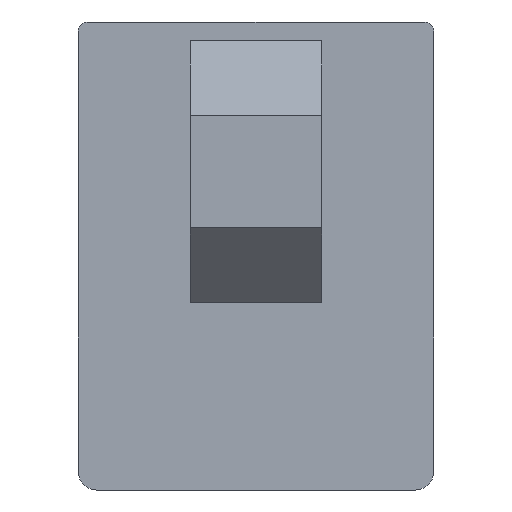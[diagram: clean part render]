
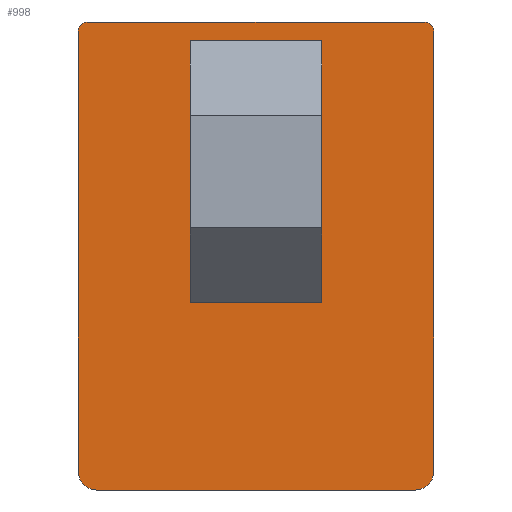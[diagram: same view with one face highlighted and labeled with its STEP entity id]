
A CAD part, front view. The second image highlights one B-rep face of the part: STEP entity #998.
In plain terms, the highlighted planar face has unit normal (0, -1, 0).
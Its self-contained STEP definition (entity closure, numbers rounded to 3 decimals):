
#50 = ORIENTED_EDGE ( 'NONE', *, *, #2791, .F. ) ;
#57 = VECTOR ( 'NONE', #2045, 1000. ) ;
#84 = VERTEX_POINT ( 'NONE', #453 ) ;
#112 = CARTESIAN_POINT ( 'NONE',  ( 0., 0., 0. ) ) ;
#145 = VERTEX_POINT ( 'NONE', #1704 ) ;
#206 = CARTESIAN_POINT ( 'NONE',  ( 1., 0., -25. ) ) ;
#227 = EDGE_CURVE ( 'NONE', #757, #2840, #1100, .T. ) ;
#260 = CARTESIAN_POINT ( 'NONE',  ( 0., 0., -0.5 ) ) ;
#309 = CIRCLE ( 'NONE', #1775, 0.5 ) ;
#320 = DIRECTION ( 'NONE',  ( 0., -1., 0. ) ) ;
#322 = CARTESIAN_POINT ( 'NONE',  ( 18., 0., -24. ) ) ;
#358 = DIRECTION ( 'NONE',  ( 0., 0., 1. ) ) ;
#372 = CARTESIAN_POINT ( 'NONE',  ( 6.2, 0., -7.9 ) ) ;
#385 = CIRCLE ( 'NONE', #2720, 4. ) ;
#416 = CARTESIAN_POINT ( 'NONE',  ( 19., 0., -0.5 ) ) ;
#431 = EDGE_CURVE ( 'NONE', #610, #3019, #1477, .T. ) ;
#453 = CARTESIAN_POINT ( 'NONE',  ( 6.2, 0., -7.9 ) ) ;
#475 = VECTOR ( 'NONE', #620, 1000. ) ;
#509 = ORIENTED_EDGE ( 'NONE', *, *, #2352, .F. ) ;
#513 = CIRCLE ( 'NONE', #3003, 4. ) ;
#517 = EDGE_CURVE ( 'NONE', #867, #145, #2471, .T. ) ;
#546 = CIRCLE ( 'NONE', #949, 1. ) ;
#553 = LINE ( 'NONE', #372, #475 ) ;
#567 = DIRECTION ( 'NONE',  ( 0., 0., -1. ) ) ;
#588 = EDGE_CURVE ( 'NONE', #1798, #2478, #1581, .T. ) ;
#600 = VERTEX_POINT ( 'NONE', #1955 ) ;
#610 = VERTEX_POINT ( 'NONE', #984 ) ;
#614 = VECTOR ( 'NONE', #2554, 1000. ) ;
#620 = DIRECTION ( 'NONE',  ( 0., 0., -1. ) ) ;
#672 = EDGE_LOOP ( 'NONE', ( #1637, #509, #1986, #2797, #918, #50 ) ) ;
#757 = VERTEX_POINT ( 'NONE', #1130 ) ;
#765 = DIRECTION ( 'NONE',  ( 0., 0., 1. ) ) ;
#794 = VERTEX_POINT ( 'NONE', #2593 ) ;
#809 = LINE ( 'NONE', #1586, #2686 ) ;
#861 = DIRECTION ( 'NONE',  ( 0., -1., 0. ) ) ;
#867 = VERTEX_POINT ( 'NONE', #416 ) ;
#918 = ORIENTED_EDGE ( 'NONE', *, *, #2552, .F. ) ;
#949 = AXIS2_PLACEMENT_3D ( 'NONE', #322, #2032, #567 ) ;
#952 = DIRECTION ( 'NONE',  ( 0., -1., 0. ) ) ;
#984 = CARTESIAN_POINT ( 'NONE',  ( 0., 0., -24. ) ) ;
#998 = ADVANCED_FACE ( 'NONE', ( #1661, #1010 ), #3008, .T. ) ;
#1010 = FACE_BOUND ( 'NONE', #672, .T. ) ;
#1024 = DIRECTION ( 'NONE',  ( -1., 0., 0. ) ) ;
#1063 = EDGE_CURVE ( 'NONE', #794, #867, #1931, .T. ) ;
#1092 = CARTESIAN_POINT ( 'NONE',  ( 10.2, 0., -7.9 ) ) ;
#1100 = LINE ( 'NONE', #2488, #2401 ) ;
#1130 = CARTESIAN_POINT ( 'NONE',  ( 12.8, 0., -3.9 ) ) ;
#1141 = ORIENTED_EDGE ( 'NONE', *, *, #1528, .T. ) ;
#1143 = EDGE_CURVE ( 'NONE', #2478, #600, #385, .T. ) ;
#1163 = VECTOR ( 'NONE', #765, 1000. ) ;
#1250 = CARTESIAN_POINT ( 'NONE',  ( 0., 0., -25. ) ) ;
#1286 = LINE ( 'NONE', #112, #614 ) ;
#1328 = DIRECTION ( 'NONE',  ( 0., -1., 0. ) ) ;
#1335 = DIRECTION ( 'NONE',  ( 0., 0., 1. ) ) ;
#1369 = VERTEX_POINT ( 'NONE', #2710 ) ;
#1399 = CARTESIAN_POINT ( 'NONE',  ( 1., 0., -24. ) ) ;
#1429 = ORIENTED_EDGE ( 'NONE', *, *, #2481, .F. ) ;
#1443 = AXIS2_PLACEMENT_3D ( 'NONE', #2414, #952, #2662 ) ;
#1472 = DIRECTION ( 'NONE',  ( 1., 0., 0. ) ) ;
#1477 = CIRCLE ( 'NONE', #2644, 1. ) ;
#1523 = ORIENTED_EDGE ( 'NONE', *, *, #1063, .T. ) ;
#1528 = EDGE_CURVE ( 'NONE', #3021, #794, #546, .T. ) ;
#1561 = AXIS2_PLACEMENT_3D ( 'NONE', #2509, #320, #2025 ) ;
#1581 = LINE ( 'NONE', #2440, #2243 ) ;
#1586 = CARTESIAN_POINT ( 'NONE',  ( 0., 0., -25. ) ) ;
#1592 = CARTESIAN_POINT ( 'NONE',  ( 10.2, 0., -3.9 ) ) ;
#1594 = EDGE_CURVE ( 'NONE', #1369, #1880, #309, .T. ) ;
#1637 = ORIENTED_EDGE ( 'NONE', *, *, #227, .F. ) ;
#1643 = EDGE_CURVE ( 'NONE', #610, #1880, #809, .T. ) ;
#1648 = DIRECTION ( 'NONE',  ( 0., 0., -1. ) ) ;
#1661 = FACE_OUTER_BOUND ( 'NONE', #2553, .T. ) ;
#1704 = CARTESIAN_POINT ( 'NONE',  ( 18.5, 0., 0. ) ) ;
#1766 = ORIENTED_EDGE ( 'NONE', *, *, #2742, .T. ) ;
#1775 = AXIS2_PLACEMENT_3D ( 'NONE', #2801, #1328, #3042 ) ;
#1798 = VERTEX_POINT ( 'NONE', #2661 ) ;
#1810 = CARTESIAN_POINT ( 'NONE',  ( 19., 0., -25. ) ) ;
#1812 = VECTOR ( 'NONE', #2711, 1000. ) ;
#1815 = LINE ( 'NONE', #2236, #1163 ) ;
#1825 = CARTESIAN_POINT ( 'NONE',  ( 8.8, 0., -12.1 ) ) ;
#1880 = VERTEX_POINT ( 'NONE', #260 ) ;
#1931 = LINE ( 'NONE', #1810, #57 ) ;
#1955 = CARTESIAN_POINT ( 'NONE',  ( 12.8, 0., -8.1 ) ) ;
#1986 = ORIENTED_EDGE ( 'NONE', *, *, #1143, .F. ) ;
#2025 = DIRECTION ( 'NONE',  ( 0., 0., -1. ) ) ;
#2032 = DIRECTION ( 'NONE',  ( 0., -1., 0. ) ) ;
#2045 = DIRECTION ( 'NONE',  ( 0., 0., 1. ) ) ;
#2164 = CARTESIAN_POINT ( 'NONE',  ( 18., 0., -25. ) ) ;
#2174 = ORIENTED_EDGE ( 'NONE', *, *, #517, .T. ) ;
#2236 = CARTESIAN_POINT ( 'NONE',  ( 12.8, 0., -3.9 ) ) ;
#2243 = VECTOR ( 'NONE', #1472, 1000. ) ;
#2325 = CARTESIAN_POINT ( 'NONE',  ( 8.8, 0., -8.1 ) ) ;
#2352 = EDGE_CURVE ( 'NONE', #600, #757, #1815, .T. ) ;
#2401 = VECTOR ( 'NONE', #1024, 1000. ) ;
#2414 = CARTESIAN_POINT ( 'NONE',  ( 18.5, 0., -0.5 ) ) ;
#2440 = CARTESIAN_POINT ( 'NONE',  ( 8.8, 0., -12.1 ) ) ;
#2464 = LINE ( 'NONE', #1250, #1812 ) ;
#2471 = CIRCLE ( 'NONE', #1443, 0.5 ) ;
#2478 = VERTEX_POINT ( 'NONE', #1825 ) ;
#2481 = EDGE_CURVE ( 'NONE', #1369, #145, #1286, .T. ) ;
#2488 = CARTESIAN_POINT ( 'NONE',  ( 12.8, 0., -3.9 ) ) ;
#2509 = CARTESIAN_POINT ( 'NONE',  ( 0., 0., -25. ) ) ;
#2552 = EDGE_CURVE ( 'NONE', #84, #1798, #553, .T. ) ;
#2553 = EDGE_LOOP ( 'NONE', ( #2624, #3082, #1766, #1141, #1523, #2174, #1429, #2764 ) ) ;
#2554 = DIRECTION ( 'NONE',  ( 1., 0., 0. ) ) ;
#2571 = DIRECTION ( 'NONE',  ( 0., 0., 1. ) ) ;
#2593 = CARTESIAN_POINT ( 'NONE',  ( 19., 0., -24. ) ) ;
#2624 = ORIENTED_EDGE ( 'NONE', *, *, #1643, .F. ) ;
#2644 = AXIS2_PLACEMENT_3D ( 'NONE', #1399, #3108, #1648 ) ;
#2661 = CARTESIAN_POINT ( 'NONE',  ( 6.2, 0., -12.1 ) ) ;
#2662 = DIRECTION ( 'NONE',  ( 0., 0., -1. ) ) ;
#2686 = VECTOR ( 'NONE', #358, 1000. ) ;
#2710 = CARTESIAN_POINT ( 'NONE',  ( 0.5, 0., 0. ) ) ;
#2711 = DIRECTION ( 'NONE',  ( 1., 0., 0. ) ) ;
#2720 = AXIS2_PLACEMENT_3D ( 'NONE', #2325, #861, #2571 ) ;
#2742 = EDGE_CURVE ( 'NONE', #3019, #3021, #2464, .T. ) ;
#2764 = ORIENTED_EDGE ( 'NONE', *, *, #1594, .T. ) ;
#2791 = EDGE_CURVE ( 'NONE', #2840, #84, #513, .T. ) ;
#2797 = ORIENTED_EDGE ( 'NONE', *, *, #588, .F. ) ;
#2801 = CARTESIAN_POINT ( 'NONE',  ( 0.5, 0., -0.5 ) ) ;
#2812 = DIRECTION ( 'NONE',  ( 0., -1., 0. ) ) ;
#2840 = VERTEX_POINT ( 'NONE', #1592 ) ;
#3003 = AXIS2_PLACEMENT_3D ( 'NONE', #1092, #2812, #1335 ) ;
#3008 = PLANE ( 'NONE',  #1561 ) ;
#3019 = VERTEX_POINT ( 'NONE', #206 ) ;
#3021 = VERTEX_POINT ( 'NONE', #2164 ) ;
#3042 = DIRECTION ( 'NONE',  ( 0., 0., -1. ) ) ;
#3082 = ORIENTED_EDGE ( 'NONE', *, *, #431, .T. ) ;
#3108 = DIRECTION ( 'NONE',  ( 0., -1., 0. ) ) ;
